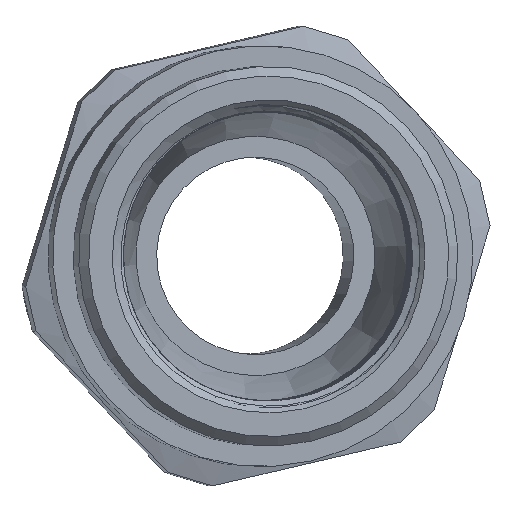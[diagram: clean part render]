
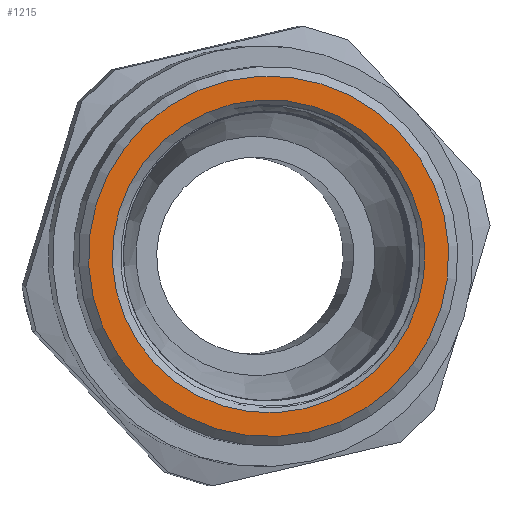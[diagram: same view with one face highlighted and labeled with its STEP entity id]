
A CAD part, left-side view. The second image highlights one B-rep face of the part: STEP entity #1215.
In plain terms, the highlighted face is planar.
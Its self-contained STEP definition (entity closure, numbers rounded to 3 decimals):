
#180=PLANE('',#1405);
#231=FACE_BOUND('',#450,.T.);
#331=FACE_OUTER_BOUND('',#449,.T.);
#449=EDGE_LOOP('',(#1034));
#450=EDGE_LOOP('',(#1035));
#537=CIRCLE('',#1394,16.491);
#542=CIRCLE('',#1403,19.);
#627=VERTEX_POINT('',#5635);
#636=VERTEX_POINT('',#7875);
#765=EDGE_CURVE('',#627,#627,#537,.T.);
#779=EDGE_CURVE('',#636,#636,#542,.T.);
#1034=ORIENTED_EDGE('',*,*,#779,.F.);
#1035=ORIENTED_EDGE('',*,*,#765,.T.);
#1215=ADVANCED_FACE('',(#331,#231),#180,.T.);
#1394=AXIS2_PLACEMENT_3D('',#5636,#1662,#1663);
#1403=AXIS2_PLACEMENT_3D('',#7876,#1680,#1681);
#1405=AXIS2_PLACEMENT_3D('',#7879,#1684,#1685);
#1662=DIRECTION('center_axis',(1.,0.,0.));
#1663=DIRECTION('ref_axis',(0.,1.,0.));
#1680=DIRECTION('center_axis',(1.,0.,0.));
#1681=DIRECTION('ref_axis',(0.,-1.,0.));
#1684=DIRECTION('center_axis',(-1.,0.,0.));
#1685=DIRECTION('ref_axis',(0.,0.,1.));
#5635=CARTESIAN_POINT('',(-35.43,16.491,0.));
#5636=CARTESIAN_POINT('Origin',(-35.43,0.,0.));
#7875=CARTESIAN_POINT('',(-35.43,19.,0.));
#7876=CARTESIAN_POINT('Origin',(-35.43,0.,0.));
#7879=CARTESIAN_POINT('Origin',(-35.43,20.,0.));
